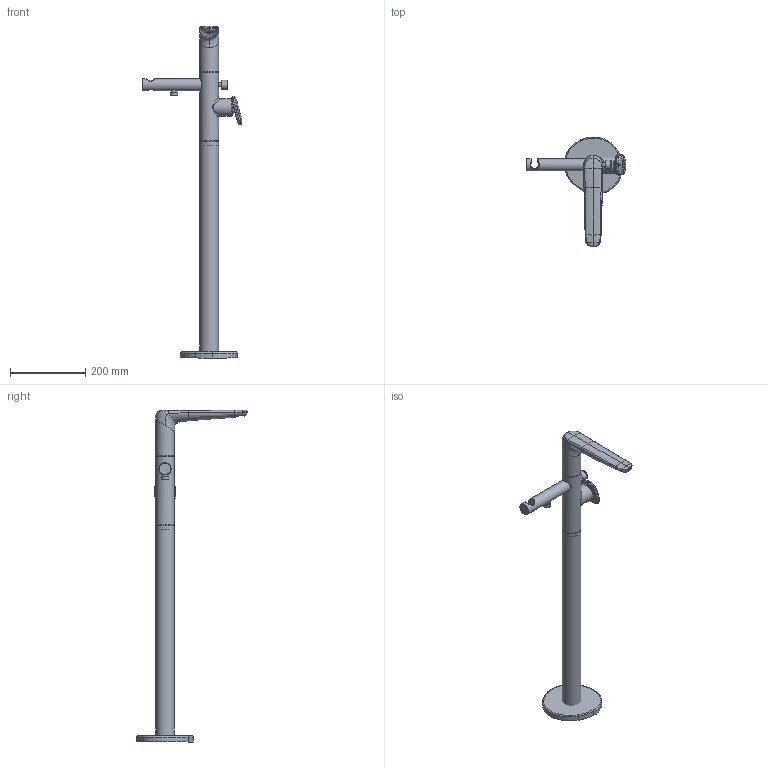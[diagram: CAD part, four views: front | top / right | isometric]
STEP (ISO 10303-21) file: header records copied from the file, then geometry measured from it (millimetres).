
FILE_DESCRIPTION(/* description */ (''),/* implementation_level */ '2;1');
FILE_NAME(/* name */ 'TVT111004000 Schlitz auf Hebel entfernen.step',/* time_stamp */ '2023-02-23T12:07:35+01:00',/* author */ (''),/* organization */ (''),/* preprocessor_version */ 'ST-DEVELOPER v19.2',/* originating_system */ 'Autodesk Translation Framework v11.17.0.187',/* authorisation */ '');
FILE_SCHEMA (('AUTOMOTIVE_DESIGN { 1 0 10303 214 3 1 1 }'));
Products named in the file (17): (Nicht gespeichert); 5A0084000CP0A0_ASM; 5A0084000CP0; 5B0044700CP0; 5D8007700CP0; 5B0042600CP0; 5J0C0342CP; 5H0008700CP0; 5L0019100CP0; 5C0111100CP0A0_ASM; 5C0111100CP0; 5P0M023402CP0_ASM; 5P0C0546NT_AF0; 5L0191800CP0_ASM; 5L0192800NT0; 51012104PL; Komponente16
Assembly tree (17 placements, depth 3):
  (Nicht gespeichert)
    5A0084000CP0A0_ASM
      5A0084000CP0
    5B0044700CP0
    5D8007700CP0
    5B0042600CP0
    5J0C0342CP
    5H0008700CP0
    5L0019100CP0
    5C0111100CP0A0_ASM
      5C0111100CP0
    5P0M023402CP0_ASM
      5P0C0546NT_AF0
    5L0191800CP0_ASM
      5L0192800NT0
    51012104PL  x2
    Komponente16
Bounding box: 264.08 x 292.62 x 880 mm (x, y, z)
Volume: 975383.3 mm3; surface area: 333996 mm2
Topology: 10 solids, 14 shells, 513 faces, 1227 edges, 755 vertices
Faces by surface type: bspline 186, plane 108, cylinder 107, torus 62, cone 33, sphere 17
Full cylindrical faces by diameter (mm): 3.2 x1, 6.2 x2, 6.5 x2, 6.8 x2, 8 x1, 11.15 x1, 11.8 x1, 13.4 x1, 13.5 x1, 15 x1, 15.05 x1, 17.5 x1, 18 x1, 18.5 x1, 18.65 x1, 20.7 x1, 21 x1, 23 x1, 24 x1, 24.5 x1, 32 x1, 32.5 x1, 38.6 x1, 40.7 x1, 44.8 x1, 46 x1, 47 x1, 48 x1, 50 x3
Entity records: 63410 total; most frequent: CARTESIAN_POINT 52163, ORIENTED_EDGE 2404, DIRECTION 2092, EDGE_CURVE 1212, AXIS2_PLACEMENT_3D 900, VERTEX_POINT 747, EDGE_LOOP 537, CIRCLE 520
